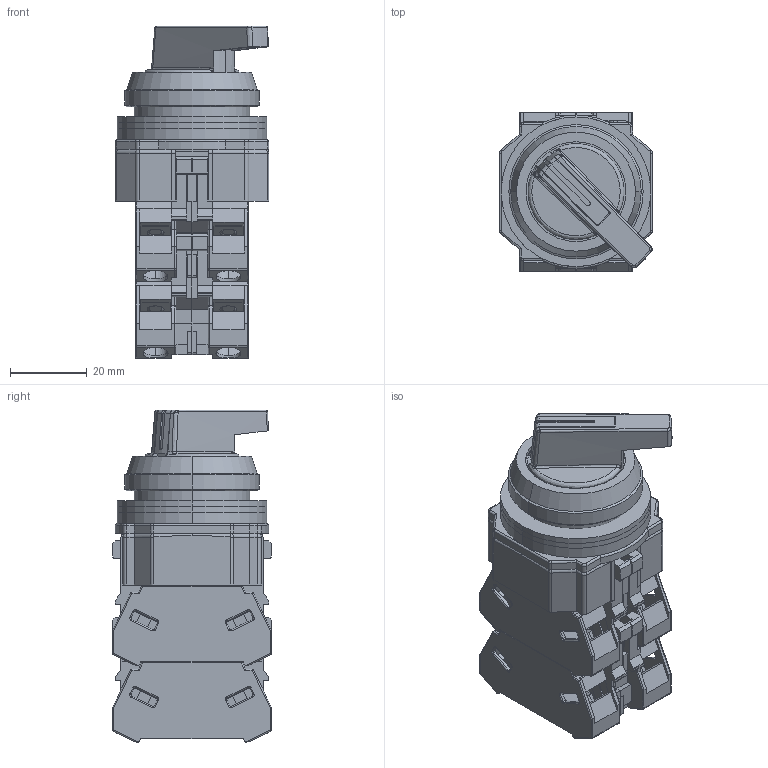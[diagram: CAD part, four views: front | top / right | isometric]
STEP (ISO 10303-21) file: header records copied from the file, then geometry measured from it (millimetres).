
FILE_DESCRIPTION (( 'STEP AP203' ), '1' );
FILE_NAME ('OUTSIDE-ASD2L_ASD3L.STEP', '2017-04-05T03:11:21', ( '' ), ( '' ), 'SwSTEP 2.0', 'SolidWorks 2014', '' );
FILE_SCHEMA (( 'CONFIG_CONTROL_DESIGN' ));
Length unit declared in the file: millimetre
Products named in the file (7): OUTSIDE-TWTD-C-BODY-KIT-N; OUTSIDE-OW-11; OUTSIDE-ASD2L_ASD3L; OUTSIDE-ASNHL-※; OUTSIDE-OG-11; OUTSIDE-OW-12; OUTSIDE-HW-U
Assembly tree (10 placements, depth 2):
  OUTSIDE-ASD2L_ASD3L
    OUTSIDE-TWTD-C-BODY-KIT-N
    OUTSIDE-ASNHL-※
    OUTSIDE-OW-12
    OUTSIDE-OW-11  x2
    OUTSIDE-OG-11
    OUTSIDE-HW-U  x4
Bounding box: 40 x 41.4 x 86.5 mm (x, y, z)
Volume: 80057.6 mm3; surface area: 35117.1 mm2
Topology: 10 solids, 10 shells, 1365 faces, 3688 edges, 2342 vertices
Faces by surface type: plane 761, cylinder 361, bspline 221, cone 22
Entity records: 20209 total; most frequent: CARTESIAN_POINT 6411, ORIENTED_EDGE 2892, DIRECTION 2458, EDGE_CURVE 1446, VERTEX_POINT 918, LINE 904, VECTOR 904, AXIS2_PLACEMENT_3D 777
